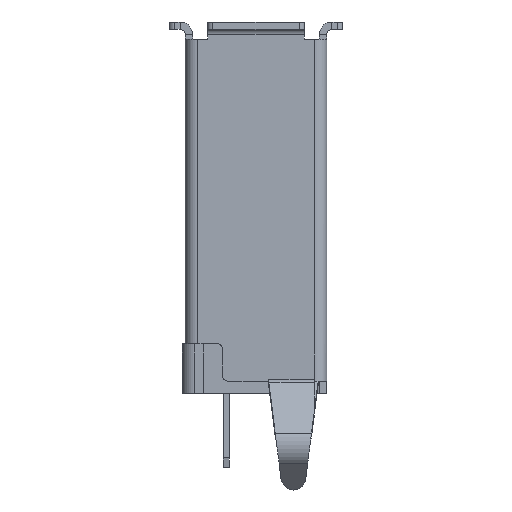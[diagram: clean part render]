
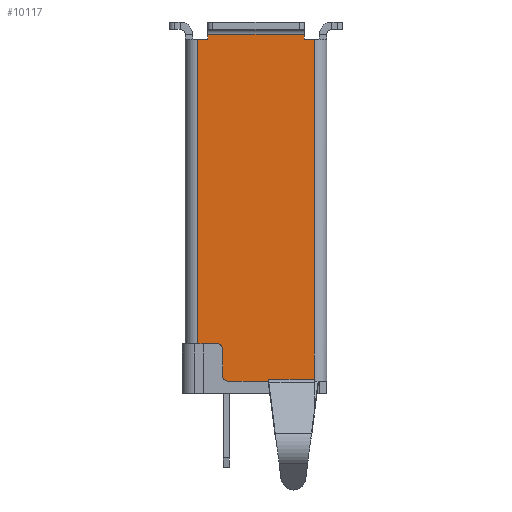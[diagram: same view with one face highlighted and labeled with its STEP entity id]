
A CAD part, left-side view. The second image highlights one B-rep face of the part: STEP entity #10117.
In plain terms, the highlighted planar face has unit normal (-1, 0, 0).
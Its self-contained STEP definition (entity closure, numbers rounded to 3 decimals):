
#456=CIRCLE('',#10743,0.2);
#457=CIRCLE('',#10744,0.2);
#817=FACE_OUTER_BOUND('',#1420,.T.);
#1420=EDGE_LOOP('',(#6732,#6733,#6734,#6735,#6736,#6737,#6738,#6739,#6740,
#6741,#6742,#6743,#6744,#6745,#6746,#6747,#6748));
#2041=LINE('',#14736,#3135);
#2077=LINE('',#14820,#3171);
#2078=LINE('',#14822,#3172);
#2079=LINE('',#14826,#3173);
#2080=LINE('',#14830,#3174);
#2081=LINE('',#14831,#3175);
#2082=LINE('',#14832,#3176);
#2083=LINE('',#14833,#3177);
#2084=LINE('',#14835,#3178);
#2085=LINE('',#14837,#3179);
#2086=LINE('',#14839,#3180);
#2087=LINE('',#14841,#3181);
#2088=LINE('',#14843,#3182);
#2089=LINE('',#14845,#3183);
#2090=LINE('',#14846,#3184);
#3135=VECTOR('',#11710,0.081);
#3171=VECTOR('',#11774,10.);
#3172=VECTOR('',#11775,0.81);
#3173=VECTOR('',#11778,1.1);
#3174=VECTOR('',#11781,0.96);
#3175=VECTOR('',#11782,0.7);
#3176=VECTOR('',#11783,0.081);
#3177=VECTOR('',#11784,1.85);
#3178=VECTOR('',#11785,13.719);
#3179=VECTOR('',#11786,0.41);
#3180=VECTOR('',#11787,0.2);
#3181=VECTOR('',#11788,3.9);
#3182=VECTOR('',#11789,0.2);
#3183=VECTOR('',#11790,0.41);
#3184=VECTOR('',#11791,12.3);
#4223=VERTEX_POINT('',#14720);
#4228=VERTEX_POINT('',#14734);
#4229=VERTEX_POINT('',#14735);
#4233=VERTEX_POINT('',#14746);
#4262=VERTEX_POINT('',#14818);
#4263=VERTEX_POINT('',#14819);
#4264=VERTEX_POINT('',#14821);
#4265=VERTEX_POINT('',#14823);
#4266=VERTEX_POINT('',#14825);
#4267=VERTEX_POINT('',#14827);
#4268=VERTEX_POINT('',#14829);
#4269=VERTEX_POINT('',#14834);
#4270=VERTEX_POINT('',#14836);
#4271=VERTEX_POINT('',#14838);
#4272=VERTEX_POINT('',#14840);
#4273=VERTEX_POINT('',#14842);
#4274=VERTEX_POINT('',#14844);
#5151=EDGE_CURVE('',#4228,#4229,#2041,.T.);
#5193=EDGE_CURVE('',#4262,#4263,#2077,.T.);
#5194=EDGE_CURVE('',#4262,#4264,#2078,.T.);
#5195=EDGE_CURVE('',#4264,#4265,#456,.T.);
#5196=EDGE_CURVE('',#4266,#4265,#2079,.T.);
#5197=EDGE_CURVE('',#4266,#4267,#457,.T.);
#5198=EDGE_CURVE('',#4267,#4268,#2080,.T.);
#5199=EDGE_CURVE('',#4233,#4268,#2081,.T.);
#5200=EDGE_CURVE('',#4229,#4233,#2082,.T.);
#5201=EDGE_CURVE('',#4223,#4228,#2083,.T.);
#5202=EDGE_CURVE('',#4269,#4223,#2084,.T.);
#5203=EDGE_CURVE('',#4270,#4269,#2085,.T.);
#5204=EDGE_CURVE('',#4271,#4270,#2086,.T.);
#5205=EDGE_CURVE('',#4272,#4271,#2087,.T.);
#5206=EDGE_CURVE('',#4272,#4273,#2088,.T.);
#5207=EDGE_CURVE('',#4274,#4273,#2089,.T.);
#5208=EDGE_CURVE('',#4274,#4263,#2090,.T.);
#6732=ORIENTED_EDGE('',*,*,#5193,.F.);
#6733=ORIENTED_EDGE('',*,*,#5194,.T.);
#6734=ORIENTED_EDGE('',*,*,#5195,.T.);
#6735=ORIENTED_EDGE('',*,*,#5196,.F.);
#6736=ORIENTED_EDGE('',*,*,#5197,.T.);
#6737=ORIENTED_EDGE('',*,*,#5198,.T.);
#6738=ORIENTED_EDGE('',*,*,#5199,.F.);
#6739=ORIENTED_EDGE('',*,*,#5200,.F.);
#6740=ORIENTED_EDGE('',*,*,#5151,.F.);
#6741=ORIENTED_EDGE('',*,*,#5201,.F.);
#6742=ORIENTED_EDGE('',*,*,#5202,.F.);
#6743=ORIENTED_EDGE('',*,*,#5203,.F.);
#6744=ORIENTED_EDGE('',*,*,#5204,.F.);
#6745=ORIENTED_EDGE('',*,*,#5205,.F.);
#6746=ORIENTED_EDGE('',*,*,#5206,.T.);
#6747=ORIENTED_EDGE('',*,*,#5207,.F.);
#6748=ORIENTED_EDGE('',*,*,#5208,.T.);
#9758=PLANE('',#10742);
#10117=ADVANCED_FACE('',(#817),#9758,.T.);
#10742=AXIS2_PLACEMENT_3D('',#14817,#11772,#11773);
#10743=AXIS2_PLACEMENT_3D('',#14824,#11776,#11777);
#10744=AXIS2_PLACEMENT_3D('',#14828,#11779,#11780);
#11710=DIRECTION('',(0.,0.,-1.));
#11772=DIRECTION('center_axis',(-1.,0.,0.));
#11773=DIRECTION('ref_axis',(0.,0.,1.));
#11774=DIRECTION('',(0.,1.,0.));
#11775=DIRECTION('',(0.,-1.,0.));
#11776=DIRECTION('center_axis',(1.,0.,0.));
#11777=DIRECTION('ref_axis',(0.,0.,1.));
#11778=DIRECTION('',(0.,0.,1.));
#11779=DIRECTION('center_axis',(-1.,0.,0.));
#11780=DIRECTION('ref_axis',(0.,1.,0.));
#11781=DIRECTION('',(0.,-1.,0.));
#11782=DIRECTION('',(0.,1.,0.));
#11783=DIRECTION('',(0.,0.,-1.));
#11784=DIRECTION('',(0.,1.,0.));
#11785=DIRECTION('',(0.,0.,-1.));
#11786=DIRECTION('',(0.,-1.,0.));
#11787=DIRECTION('',(0.,0.,-1.));
#11788=DIRECTION('',(0.,-1.,0.));
#11789=DIRECTION('',(0.,0.,-1.));
#11790=DIRECTION('',(0.,-1.,0.));
#11791=DIRECTION('',(0.,0.,-1.));
#14720=CARTESIAN_POINT('',(-6.55,-2.36,0.581));
#14734=CARTESIAN_POINT('',(-6.55,-0.51,0.581));
#14735=CARTESIAN_POINT('',(-6.55,-0.51,0.519));
#14736=CARTESIAN_POINT('',(-6.55,-0.51,0.581));
#14746=CARTESIAN_POINT('',(-6.55,-0.51,0.5));
#14817=CARTESIAN_POINT('Origin',(-6.55,0.,0.22));
#14818=CARTESIAN_POINT('',(-6.55,2.12,2.));
#14819=CARTESIAN_POINT('',(-6.55,2.36,2.));
#14820=CARTESIAN_POINT('',(-6.55,1.06,2.));
#14821=CARTESIAN_POINT('',(-6.55,1.55,2.));
#14822=CARTESIAN_POINT('',(-6.55,2.36,2.));
#14823=CARTESIAN_POINT('',(-6.55,1.35,1.8));
#14824=CARTESIAN_POINT('Origin',(-6.55,1.55,1.8));
#14825=CARTESIAN_POINT('',(-6.55,1.35,0.7));
#14826=CARTESIAN_POINT('',(-6.55,1.35,0.7));
#14827=CARTESIAN_POINT('',(-6.55,1.15,0.5));
#14828=CARTESIAN_POINT('Origin',(-6.55,1.15,0.7));
#14829=CARTESIAN_POINT('',(-6.55,0.19,0.5));
#14830=CARTESIAN_POINT('',(-6.55,1.15,0.5));
#14831=CARTESIAN_POINT('',(-6.55,-0.51,0.5));
#14832=CARTESIAN_POINT('',(-6.55,-0.51,0.581));
#14833=CARTESIAN_POINT('',(-6.55,-2.36,0.581));
#14834=CARTESIAN_POINT('',(-6.55,-2.36,14.3));
#14835=CARTESIAN_POINT('',(-6.55,-2.36,14.3));
#14836=CARTESIAN_POINT('',(-6.55,-1.95,14.3));
#14837=CARTESIAN_POINT('',(-6.55,-1.95,14.3));
#14838=CARTESIAN_POINT('',(-6.55,-1.95,14.5));
#14839=CARTESIAN_POINT('',(-6.55,-1.95,14.5));
#14840=CARTESIAN_POINT('',(-6.55,1.95,14.5));
#14841=CARTESIAN_POINT('',(-6.55,1.95,14.5));
#14842=CARTESIAN_POINT('',(-6.55,1.95,14.3));
#14843=CARTESIAN_POINT('',(-6.55,1.95,14.5));
#14844=CARTESIAN_POINT('',(-6.55,2.36,14.3));
#14845=CARTESIAN_POINT('',(-6.55,2.36,14.3));
#14846=CARTESIAN_POINT('',(-6.55,2.36,14.3));
